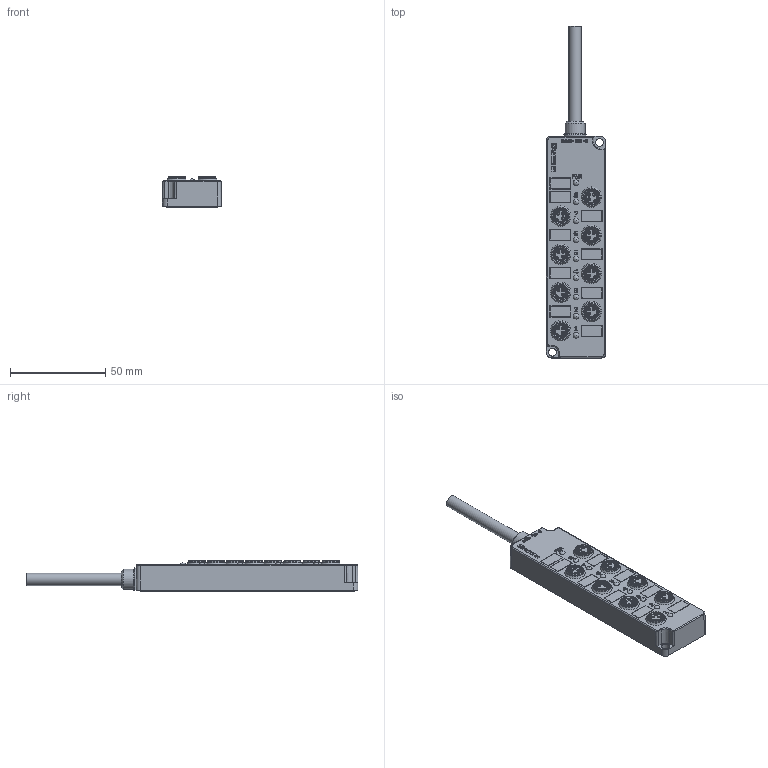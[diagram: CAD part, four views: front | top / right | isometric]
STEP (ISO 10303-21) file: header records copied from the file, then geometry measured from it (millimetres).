
FILE_DESCRIPTION(/* description */ (''),/* implementation_level */ '2;1');
FILE_NAME(/* name */ 'S010-M8-8 3D.stp',/* time_stamp */ '2024-08-15T16:20:51+08:00',/* author */ (''),/* organization */ (''),/* preprocessor_version */ 'ST-DEVELOPER v14',/* originating_system */ 'SIEMENS PLM Software NX 8.0',/* authorisation */ '');
FILE_SCHEMA (('AUTOMOTIVE_DESIGN { 1 0 10303 214 3 1 1 1 }'));
Products named in the file (1): S010-M8-8 3D_stp
Bounding box: 31 x 174 x 16 mm (x, y, z)
Volume: 160.3 mm3; surface area: 20088.5 mm2
Topology: 28 solids, 36 shells, 1611 faces, 4603 edges, 3036 vertices
Faces by surface type: plane 777, extrusion 348, cylinder 244, cone 173, torus 26, bspline 24, sphere 19
Full cylindrical faces by diameter (mm): 1.1 x24, 1.2 x24, 1.4 x44, 1.5 x43, 4.1 x2, 6 x8, 6.5 x1, 6.9 x16, 7 x6, 7.5 x6, 10.5 x1
Entity records: 73307 total; most frequent: CARTESIAN_POINT 28702, ORIENTED_EDGE 8220, DIRECTION 6823, EDGE_CURVE 4110, VERTEX_POINT 2880, VECTOR 2657, LINE 2309, EDGE_LOOP 2162
